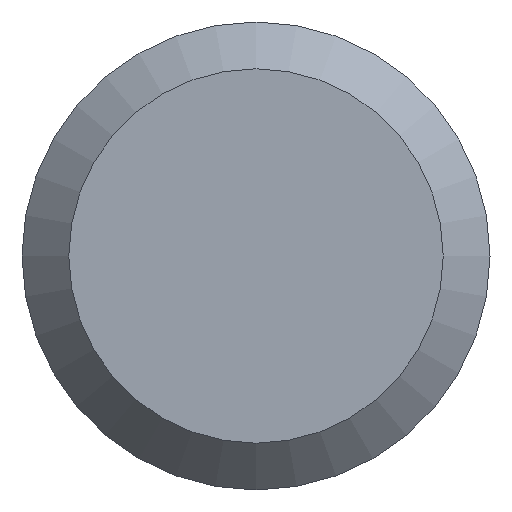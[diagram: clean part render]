
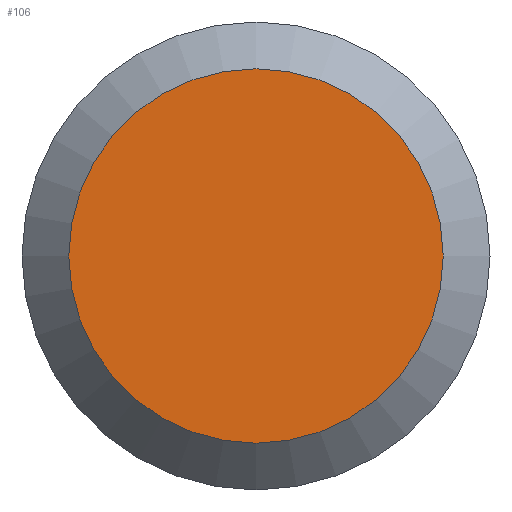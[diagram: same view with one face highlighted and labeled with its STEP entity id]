
A CAD part, left-side view. The second image highlights one B-rep face of the part: STEP entity #106.
In plain terms, the highlighted planar face has unit normal (-1, 0, 0).
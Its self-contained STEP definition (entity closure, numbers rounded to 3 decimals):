
#18 = FACE_OUTER_BOUND ( 'NONE', #130, .T. ) ;
#41 = EDGE_CURVE ( 'NONE', #127, #127, #145, .T. ) ;
#45 = PLANE ( 'NONE',  #99 ) ;
#55 = CARTESIAN_POINT ( 'NONE',  ( 0., 0., 0. ) ) ;
#59 = CARTESIAN_POINT ( 'NONE',  ( 0., 0., -1.76 ) ) ;
#72 = ORIENTED_EDGE ( 'NONE', *, *, #41, .T. ) ;
#99 = AXIS2_PLACEMENT_3D ( 'NONE', #125, #149, #169 ) ;
#106 = ADVANCED_FACE ( 'NONE', ( #18 ), #45, .F. ) ;
#120 = AXIS2_PLACEMENT_3D ( 'NONE', #55, #167, #182 ) ;
#125 = CARTESIAN_POINT ( 'NONE',  ( 0., 2.2, 0. ) ) ;
#127 = VERTEX_POINT ( 'NONE', #59 ) ;
#130 = EDGE_LOOP ( 'NONE', ( #72 ) ) ;
#145 = CIRCLE ( 'NONE', #120, 1.76 ) ;
#149 = DIRECTION ( 'NONE',  ( 1., 0., 0. ) ) ;
#167 = DIRECTION ( 'NONE',  ( -1., 0., 0. ) ) ;
#169 = DIRECTION ( 'NONE',  ( 0., 0., -1. ) ) ;
#182 = DIRECTION ( 'NONE',  ( 0., 0., -1. ) ) ;
